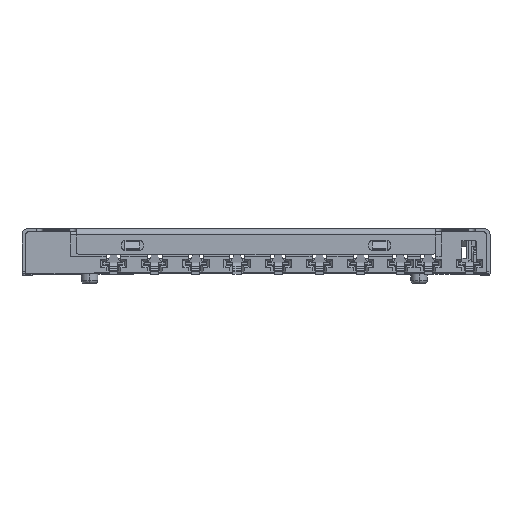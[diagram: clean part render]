
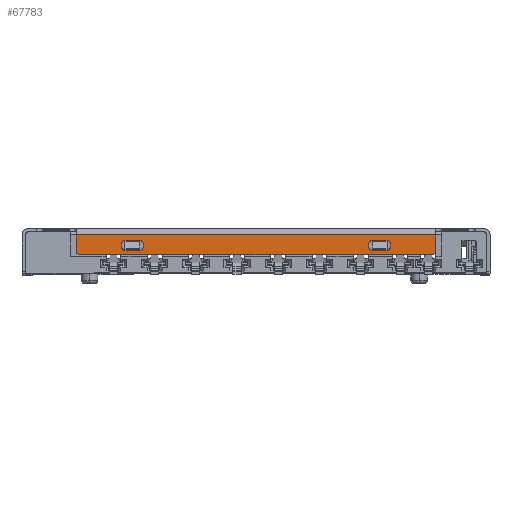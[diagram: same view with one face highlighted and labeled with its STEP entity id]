
A CAD part, top view. The second image highlights one B-rep face of the part: STEP entity #67783.
In plain terms, the highlighted planar face has unit normal (0, 0, 1).
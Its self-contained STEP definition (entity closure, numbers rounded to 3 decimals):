
#63108=CARTESIAN_POINT('',(-10.7,1.35,0.));
#63109=DIRECTION('',(0.,0.,1.));
#63110=DIRECTION('',(-1.,0.,0.));
#63111=AXIS2_PLACEMENT_3D('',#63108,#63109,#63110);
#63113=DIRECTION('',(0.,-1.,0.));
#63114=VECTOR('',#63113,1.);
#63115=CARTESIAN_POINT('',(-10.9,2.35,0.));
#63116=LINE('',#63115,#63114);
#63117=CARTESIAN_POINT('',(10.7,1.35,0.));
#63118=DIRECTION('',(0.,0.,1.));
#63119=DIRECTION('',(0.,-1.,0.));
#63120=AXIS2_PLACEMENT_3D('',#63117,#63118,#63119);
#63122=DIRECTION('',(1.,0.,0.));
#63123=VECTOR('',#63122,21.4);
#63124=CARTESIAN_POINT('',(-10.7,1.15,0.));
#63125=LINE('',#63124,#63123);
#63126=CARTESIAN_POINT('',(-7.95,1.61,0.));
#63127=DIRECTION('',(0.,0.,-1.));
#63128=DIRECTION('',(0.,-1.,0.));
#63129=AXIS2_PLACEMENT_3D('',#63126,#63127,#63128);
#63131=CARTESIAN_POINT('',(-7.05,1.61,0.));
#63132=DIRECTION('',(0.,0.,-1.));
#63133=DIRECTION('',(1.,0.,0.));
#63134=AXIS2_PLACEMENT_3D('',#63131,#63132,#63133);
#63136=CARTESIAN_POINT('',(-7.05,1.81,0.));
#63137=DIRECTION('',(0.,0.,-1.));
#63138=DIRECTION('',(0.,1.,0.));
#63139=AXIS2_PLACEMENT_3D('',#63136,#63137,#63138);
#63141=CARTESIAN_POINT('',(-7.95,1.81,0.));
#63142=DIRECTION('',(0.,0.,-1.));
#63143=DIRECTION('',(-1.,0.,0.));
#63144=AXIS2_PLACEMENT_3D('',#63141,#63142,#63143);
#63146=CARTESIAN_POINT('',(7.05,1.61,0.));
#63147=DIRECTION('',(0.,0.,-1.));
#63148=DIRECTION('',(0.,-1.,0.));
#63149=AXIS2_PLACEMENT_3D('',#63146,#63147,#63148);
#63151=CARTESIAN_POINT('',(7.95,1.61,0.));
#63152=DIRECTION('',(0.,0.,-1.));
#63153=DIRECTION('',(1.,0.,0.));
#63154=AXIS2_PLACEMENT_3D('',#63151,#63152,#63153);
#63156=CARTESIAN_POINT('',(7.95,1.81,0.));
#63157=DIRECTION('',(0.,0.,-1.));
#63158=DIRECTION('',(0.,1.,0.));
#63159=AXIS2_PLACEMENT_3D('',#63156,#63157,#63158);
#63161=CARTESIAN_POINT('',(7.05,1.81,0.));
#63162=DIRECTION('',(0.,0.,-1.));
#63163=DIRECTION('',(-1.,0.,0.));
#63164=AXIS2_PLACEMENT_3D('',#63161,#63162,#63163);
#63166=DIRECTION('',(-1.,0.,0.));
#63167=VECTOR('',#63166,21.8);
#63168=CARTESIAN_POINT('',(10.9,2.35,0.));
#63169=LINE('',#63168,#63167);
#63174=DIRECTION('',(0.,-1.,0.));
#63175=VECTOR('',#63174,1.);
#63176=CARTESIAN_POINT('',(10.9,2.35,0.));
#63177=LINE('',#63176,#63175);
#63278=DIRECTION('',(1.,0.,0.));
#63279=VECTOR('',#63278,0.9);
#63280=CARTESIAN_POINT('',(-7.95,1.41,0.));
#63281=LINE('',#63280,#63279);
#63294=DIRECTION('',(0.,-1.,0.));
#63295=VECTOR('',#63294,0.2);
#63296=CARTESIAN_POINT('',(-6.85,1.81,0.));
#63297=LINE('',#63296,#63295);
#63310=DIRECTION('',(1.,0.,0.));
#63311=VECTOR('',#63310,0.9);
#63312=CARTESIAN_POINT('',(-7.95,2.01,0.));
#63313=LINE('',#63312,#63311);
#63326=DIRECTION('',(0.,-1.,0.));
#63327=VECTOR('',#63326,0.2);
#63328=CARTESIAN_POINT('',(-8.15,1.81,0.));
#63329=LINE('',#63328,#63327);
#63342=DIRECTION('',(1.,0.,0.));
#63343=VECTOR('',#63342,0.9);
#63344=CARTESIAN_POINT('',(7.05,1.41,0.));
#63345=LINE('',#63344,#63343);
#63358=DIRECTION('',(0.,-1.,0.));
#63359=VECTOR('',#63358,0.2);
#63360=CARTESIAN_POINT('',(8.15,1.81,0.));
#63361=LINE('',#63360,#63359);
#63374=DIRECTION('',(1.,0.,0.));
#63375=VECTOR('',#63374,0.9);
#63376=CARTESIAN_POINT('',(7.05,2.01,0.));
#63377=LINE('',#63376,#63375);
#63390=DIRECTION('',(0.,-1.,0.));
#63391=VECTOR('',#63390,0.2);
#63392=CARTESIAN_POINT('',(6.85,1.81,0.));
#63393=LINE('',#63392,#63391);
#66618=CARTESIAN_POINT('',(-10.9,1.35,0.));
#66620=VERTEX_POINT('',#66618);
#66621=CARTESIAN_POINT('',(-10.9,2.35,0.));
#66622=VERTEX_POINT('',#66621);
#66625=CARTESIAN_POINT('',(-10.7,1.15,0.));
#66627=VERTEX_POINT('',#66625);
#66631=CARTESIAN_POINT('',(10.7,1.15,0.));
#66632=VERTEX_POINT('',#66631);
#66633=CARTESIAN_POINT('',(10.9,2.35,0.));
#66634=VERTEX_POINT('',#66633);
#66635=CARTESIAN_POINT('',(10.9,1.35,0.));
#66636=VERTEX_POINT('',#66635);
#66637=CARTESIAN_POINT('',(-7.95,1.41,0.));
#66638=CARTESIAN_POINT('',(-8.15,1.61,0.));
#66639=VERTEX_POINT('',#66637);
#66640=VERTEX_POINT('',#66638);
#66641=CARTESIAN_POINT('',(-7.05,1.41,0.));
#66642=VERTEX_POINT('',#66641);
#66643=CARTESIAN_POINT('',(-6.85,1.61,0.));
#66644=VERTEX_POINT('',#66643);
#66645=CARTESIAN_POINT('',(-6.85,1.81,0.));
#66646=VERTEX_POINT('',#66645);
#66647=CARTESIAN_POINT('',(-7.05,2.01,0.));
#66648=VERTEX_POINT('',#66647);
#66649=CARTESIAN_POINT('',(-7.95,2.01,0.));
#66650=VERTEX_POINT('',#66649);
#66651=CARTESIAN_POINT('',(-8.15,1.81,0.));
#66652=VERTEX_POINT('',#66651);
#66653=CARTESIAN_POINT('',(7.05,1.41,0.));
#66654=CARTESIAN_POINT('',(6.85,1.61,0.));
#66655=VERTEX_POINT('',#66653);
#66656=VERTEX_POINT('',#66654);
#66657=CARTESIAN_POINT('',(7.95,1.41,0.));
#66658=VERTEX_POINT('',#66657);
#66659=CARTESIAN_POINT('',(8.15,1.61,0.));
#66660=VERTEX_POINT('',#66659);
#66661=CARTESIAN_POINT('',(8.15,1.81,0.));
#66662=VERTEX_POINT('',#66661);
#66663=CARTESIAN_POINT('',(7.95,2.01,0.));
#66664=VERTEX_POINT('',#66663);
#66665=CARTESIAN_POINT('',(7.05,2.01,0.));
#66666=VERTEX_POINT('',#66665);
#66667=CARTESIAN_POINT('',(6.85,1.81,0.));
#66668=VERTEX_POINT('',#66667);
#67731=CARTESIAN_POINT('',(0.,1.75,0.));
#67732=DIRECTION('',(0.,0.,1.));
#67733=DIRECTION('',(0.,1.,0.));
#67734=AXIS2_PLACEMENT_3D('',#67731,#67732,#67733);
#67735=PLANE('',#67734);
#67736=ORIENTED_EDGE('',*,*,#67711,.F.);
#67737=ORIENTED_EDGE('',*,*,#67696,.F.);
#67739=ORIENTED_EDGE('',*,*,#67738,.F.);
#67741=ORIENTED_EDGE('',*,*,#67740,.T.);
#67743=ORIENTED_EDGE('',*,*,#67742,.F.);
#67744=ORIENTED_EDGE('',*,*,#67722,.F.);
#67745=EDGE_LOOP('',(#67736,#67737,#67739,#67741,#67743,#67744));
#67746=FACE_OUTER_BOUND('',#67745,.F.);
#67748=ORIENTED_EDGE('',*,*,#67747,.F.);
#67750=ORIENTED_EDGE('',*,*,#67749,.T.);
#67752=ORIENTED_EDGE('',*,*,#67751,.F.);
#67754=ORIENTED_EDGE('',*,*,#67753,.F.);
#67756=ORIENTED_EDGE('',*,*,#67755,.F.);
#67758=ORIENTED_EDGE('',*,*,#67757,.F.);
#67760=ORIENTED_EDGE('',*,*,#67759,.F.);
#67762=ORIENTED_EDGE('',*,*,#67761,.T.);
#67763=EDGE_LOOP('',(#67748,#67750,#67752,#67754,#67756,#67758,#67760,#67762));
#67764=FACE_BOUND('',#67763,.F.);
#67766=ORIENTED_EDGE('',*,*,#67765,.F.);
#67768=ORIENTED_EDGE('',*,*,#67767,.T.);
#67770=ORIENTED_EDGE('',*,*,#67769,.F.);
#67772=ORIENTED_EDGE('',*,*,#67771,.F.);
#67774=ORIENTED_EDGE('',*,*,#67773,.F.);
#67776=ORIENTED_EDGE('',*,*,#67775,.F.);
#67778=ORIENTED_EDGE('',*,*,#67777,.F.);
#67780=ORIENTED_EDGE('',*,*,#67779,.T.);
#67781=EDGE_LOOP('',(#67766,#67768,#67770,#67772,#67774,#67776,#67778,#67780));
#67782=FACE_BOUND('',#67781,.F.);
#67783=ADVANCED_FACE('',(#67746,#67764,#67782),#67735,.T.);
#63112=CIRCLE('',#63111,0.2);
#63121=CIRCLE('',#63120,0.2);
#63130=CIRCLE('',#63129,0.2);
#63135=CIRCLE('',#63134,0.2);
#63140=CIRCLE('',#63139,0.2);
#63145=CIRCLE('',#63144,0.2);
#63150=CIRCLE('',#63149,0.2);
#63155=CIRCLE('',#63154,0.2);
#63160=CIRCLE('',#63159,0.2);
#63165=CIRCLE('',#63164,0.2);
#67696=EDGE_CURVE('',#66622,#66620,#63116,.T.);
#67711=EDGE_CURVE('',#66620,#66627,#63112,.T.);
#67722=EDGE_CURVE('',#66627,#66632,#63125,.T.);
#67738=EDGE_CURVE('',#66634,#66622,#63169,.T.);
#67740=EDGE_CURVE('',#66634,#66636,#63177,.T.);
#67742=EDGE_CURVE('',#66632,#66636,#63121,.T.);
#67747=EDGE_CURVE('',#66639,#66640,#63130,.T.);
#67749=EDGE_CURVE('',#66639,#66642,#63281,.T.);
#67751=EDGE_CURVE('',#66644,#66642,#63135,.T.);
#67753=EDGE_CURVE('',#66646,#66644,#63297,.T.);
#67755=EDGE_CURVE('',#66648,#66646,#63140,.T.);
#67757=EDGE_CURVE('',#66650,#66648,#63313,.T.);
#67759=EDGE_CURVE('',#66652,#66650,#63145,.T.);
#67761=EDGE_CURVE('',#66652,#66640,#63329,.T.);
#67765=EDGE_CURVE('',#66655,#66656,#63150,.T.);
#67767=EDGE_CURVE('',#66655,#66658,#63345,.T.);
#67769=EDGE_CURVE('',#66660,#66658,#63155,.T.);
#67771=EDGE_CURVE('',#66662,#66660,#63361,.T.);
#67773=EDGE_CURVE('',#66664,#66662,#63160,.T.);
#67775=EDGE_CURVE('',#66666,#66664,#63377,.T.);
#67777=EDGE_CURVE('',#66668,#66666,#63165,.T.);
#67779=EDGE_CURVE('',#66668,#66656,#63393,.T.);
